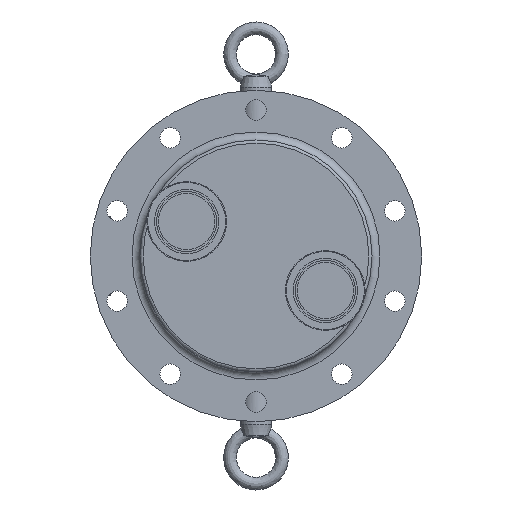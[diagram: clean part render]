
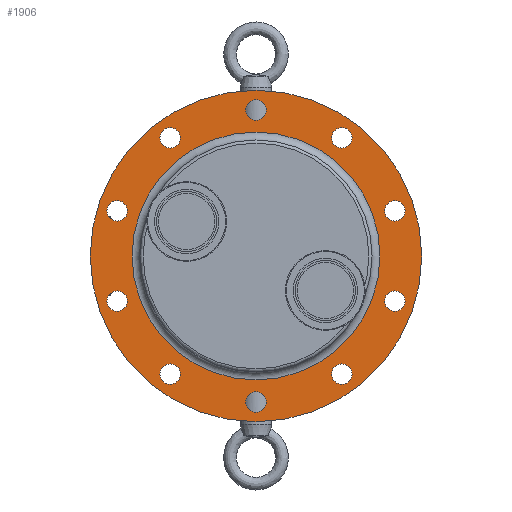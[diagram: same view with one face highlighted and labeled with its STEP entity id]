
A CAD part, left-side view. The second image highlights one B-rep face of the part: STEP entity #1906.
In plain terms, the highlighted planar face has unit normal (-1, 0, 0).
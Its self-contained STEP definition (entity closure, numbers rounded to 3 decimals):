
#53=FACE_BOUND('',#352,.T.);
#54=FACE_BOUND('',#353,.T.);
#55=FACE_BOUND('',#354,.T.);
#56=FACE_BOUND('',#355,.T.);
#57=FACE_BOUND('',#356,.T.);
#58=FACE_BOUND('',#357,.T.);
#59=FACE_BOUND('',#358,.T.);
#60=FACE_BOUND('',#359,.T.);
#61=FACE_BOUND('',#360,.T.);
#62=FACE_BOUND('',#361,.T.);
#63=FACE_BOUND('',#362,.T.);
#146=PLANE('',#2157);
#240=FACE_OUTER_BOUND('',#351,.T.);
#351=EDGE_LOOP('',(#1526));
#352=EDGE_LOOP('',(#1527));
#353=EDGE_LOOP('',(#1528));
#354=EDGE_LOOP('',(#1529));
#355=EDGE_LOOP('',(#1530));
#356=EDGE_LOOP('',(#1531));
#357=EDGE_LOOP('',(#1532));
#358=EDGE_LOOP('',(#1533));
#359=EDGE_LOOP('',(#1534));
#360=EDGE_LOOP('',(#1535));
#361=EDGE_LOOP('',(#1536));
#362=EDGE_LOOP('',(#1537));
#677=CIRCLE('',#2066,6.5);
#681=CIRCLE('',#2072,6.5);
#685=CIRCLE('',#2078,6.5);
#689=CIRCLE('',#2084,6.5);
#693=CIRCLE('',#2090,6.5);
#697=CIRCLE('',#2096,6.5);
#701=CIRCLE('',#2102,6.5);
#705=CIRCLE('',#2108,6.5);
#709=CIRCLE('',#2114,6.5);
#713=CIRCLE('',#2120,6.5);
#737=CIRCLE('',#2156,78.5);
#738=CIRCLE('',#2158,105.);
#852=VERTEX_POINT('',#3123);
#856=VERTEX_POINT('',#3135);
#860=VERTEX_POINT('',#3147);
#864=VERTEX_POINT('',#3159);
#868=VERTEX_POINT('',#3171);
#872=VERTEX_POINT('',#3183);
#876=VERTEX_POINT('',#3195);
#880=VERTEX_POINT('',#3207);
#884=VERTEX_POINT('',#3219);
#888=VERTEX_POINT('',#3231);
#912=VERTEX_POINT('',#3433);
#913=VERTEX_POINT('',#3437);
#1060=EDGE_CURVE('',#852,#852,#677,.T.);
#1066=EDGE_CURVE('',#856,#856,#681,.T.);
#1072=EDGE_CURVE('',#860,#860,#685,.T.);
#1078=EDGE_CURVE('',#864,#864,#689,.T.);
#1084=EDGE_CURVE('',#868,#868,#693,.T.);
#1090=EDGE_CURVE('',#872,#872,#697,.T.);
#1096=EDGE_CURVE('',#876,#876,#701,.T.);
#1102=EDGE_CURVE('',#880,#880,#705,.T.);
#1108=EDGE_CURVE('',#884,#884,#709,.T.);
#1114=EDGE_CURVE('',#888,#888,#713,.T.);
#1149=EDGE_CURVE('',#912,#912,#737,.T.);
#1150=EDGE_CURVE('',#913,#913,#738,.T.);
#1526=ORIENTED_EDGE('',*,*,#1150,.F.);
#1527=ORIENTED_EDGE('',*,*,#1060,.T.);
#1528=ORIENTED_EDGE('',*,*,#1066,.T.);
#1529=ORIENTED_EDGE('',*,*,#1072,.T.);
#1530=ORIENTED_EDGE('',*,*,#1078,.T.);
#1531=ORIENTED_EDGE('',*,*,#1084,.T.);
#1532=ORIENTED_EDGE('',*,*,#1090,.T.);
#1533=ORIENTED_EDGE('',*,*,#1096,.T.);
#1534=ORIENTED_EDGE('',*,*,#1102,.T.);
#1535=ORIENTED_EDGE('',*,*,#1108,.T.);
#1536=ORIENTED_EDGE('',*,*,#1114,.T.);
#1537=ORIENTED_EDGE('',*,*,#1149,.T.);
#1906=ADVANCED_FACE('',(#240,#53,#54,#55,#56,#57,#58,#59,#60,#61,#62,#63),
#146,.T.);
#2066=AXIS2_PLACEMENT_3D('',#3124,#2460,#2461);
#2072=AXIS2_PLACEMENT_3D('',#3136,#2474,#2475);
#2078=AXIS2_PLACEMENT_3D('',#3148,#2488,#2489);
#2084=AXIS2_PLACEMENT_3D('',#3160,#2502,#2503);
#2090=AXIS2_PLACEMENT_3D('',#3172,#2516,#2517);
#2096=AXIS2_PLACEMENT_3D('',#3184,#2530,#2531);
#2102=AXIS2_PLACEMENT_3D('',#3196,#2544,#2545);
#2108=AXIS2_PLACEMENT_3D('',#3208,#2558,#2559);
#2114=AXIS2_PLACEMENT_3D('',#3220,#2572,#2573);
#2120=AXIS2_PLACEMENT_3D('',#3232,#2586,#2587);
#2156=AXIS2_PLACEMENT_3D('',#3435,#2665,#2666);
#2157=AXIS2_PLACEMENT_3D('',#3436,#2667,#2668);
#2158=AXIS2_PLACEMENT_3D('',#3438,#2669,#2670);
#2460=DIRECTION('center_axis',(1.,0.,0.));
#2461=DIRECTION('ref_axis',(0.,0.,1.));
#2474=DIRECTION('center_axis',(1.,0.,0.));
#2475=DIRECTION('ref_axis',(0.,0.,1.));
#2488=DIRECTION('center_axis',(1.,0.,0.));
#2489=DIRECTION('ref_axis',(0.,0.,1.));
#2502=DIRECTION('center_axis',(1.,0.,0.));
#2503=DIRECTION('ref_axis',(0.,0.,1.));
#2516=DIRECTION('center_axis',(1.,0.,0.));
#2517=DIRECTION('ref_axis',(0.,0.,1.));
#2530=DIRECTION('center_axis',(1.,0.,0.));
#2531=DIRECTION('ref_axis',(0.,0.,1.));
#2544=DIRECTION('center_axis',(1.,0.,0.));
#2545=DIRECTION('ref_axis',(0.,0.,1.));
#2558=DIRECTION('center_axis',(1.,0.,0.));
#2559=DIRECTION('ref_axis',(0.,0.,1.));
#2572=DIRECTION('center_axis',(1.,0.,0.));
#2573=DIRECTION('ref_axis',(0.,0.,1.));
#2586=DIRECTION('center_axis',(1.,0.,0.));
#2587=DIRECTION('ref_axis',(0.,0.,1.));
#2665=DIRECTION('center_axis',(1.,0.,0.));
#2666=DIRECTION('ref_axis',(0.,0.,-1.));
#2667=DIRECTION('center_axis',(-1.,0.,0.));
#2668=DIRECTION('ref_axis',(0.,0.,1.));
#2669=DIRECTION('center_axis',(1.,0.,0.));
#2670=DIRECTION('ref_axis',(0.,0.,-1.));
#3123=CARTESIAN_POINT('',(280.,0.,-99.));
#3124=CARTESIAN_POINT('Origin',(280.,0.,-92.5));
#3135=CARTESIAN_POINT('',(280.,87.973,-35.084));
#3136=CARTESIAN_POINT('Origin',(280.,87.973,-28.584));
#3147=CARTESIAN_POINT('',(280.,-87.973,-35.084));
#3148=CARTESIAN_POINT('Origin',(280.,-87.973,-28.584));
#3159=CARTESIAN_POINT('',(280.,54.37,68.334));
#3160=CARTESIAN_POINT('Origin',(280.,54.37,74.834));
#3171=CARTESIAN_POINT('',(280.,0.,86.));
#3172=CARTESIAN_POINT('Origin',(280.,0.,92.5));
#3183=CARTESIAN_POINT('',(280.,-54.37,-81.334));
#3184=CARTESIAN_POINT('Origin',(280.,-54.37,-74.834));
#3195=CARTESIAN_POINT('',(280.,54.37,-81.334));
#3196=CARTESIAN_POINT('Origin',(280.,54.37,-74.834));
#3207=CARTESIAN_POINT('',(280.,-87.973,22.084));
#3208=CARTESIAN_POINT('Origin',(280.,-87.973,28.584));
#3219=CARTESIAN_POINT('',(280.,87.973,22.084));
#3220=CARTESIAN_POINT('Origin',(280.,87.973,28.584));
#3231=CARTESIAN_POINT('',(280.,-54.37,68.334));
#3232=CARTESIAN_POINT('Origin',(280.,-54.37,74.834));
#3433=CARTESIAN_POINT('',(280.,0.,78.5));
#3435=CARTESIAN_POINT('Origin',(280.,0.,0.));
#3436=CARTESIAN_POINT('Origin',(280.,105.,0.));
#3437=CARTESIAN_POINT('',(280.,-105.,0.));
#3438=CARTESIAN_POINT('Origin',(280.,0.,0.));
